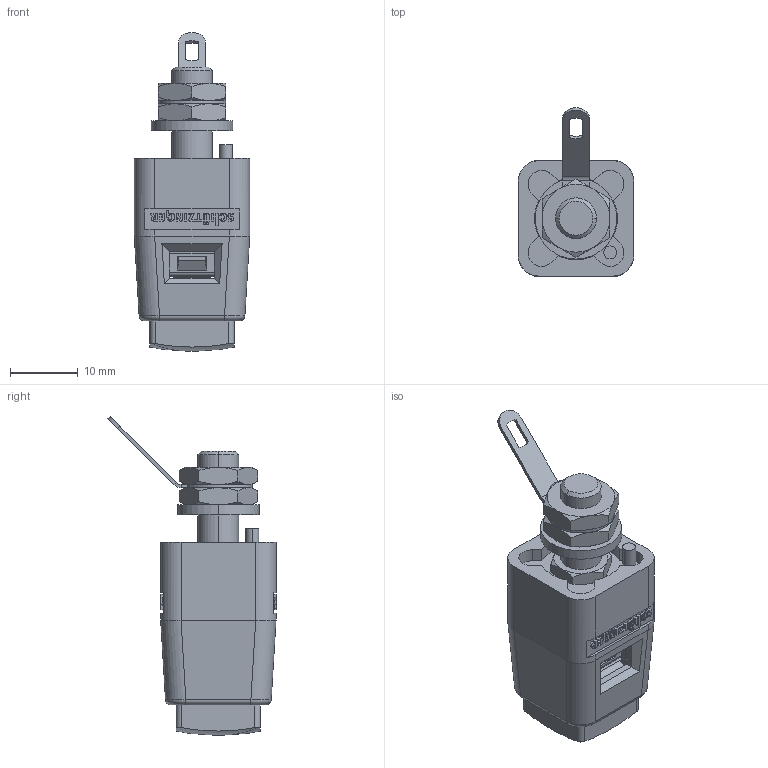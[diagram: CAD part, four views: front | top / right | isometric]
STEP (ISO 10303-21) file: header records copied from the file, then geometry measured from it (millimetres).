
FILE_DESCRIPTION((''),'2;1');
FILE_NAME('SDK504_1366_KUNDE_RT','2015-03-24T',('tosc'),(''),'PRO/ENGINEER BY PARAMETRIC TECHNOLOGY CORPORATION, 2013230','PRO/ENGINEER BY PARAMETRIC TECHNOLOGY CORPORATION, 2013230','');
FILE_SCHEMA(('CONFIG_CONTROL_DESIGN'));
Products named in the file (1): SDK504_1366_KUNDE_RT
Bounding box: 17 x 24.77 x 47 mm (x, y, z)
Surface area: 7190.9 mm2 (no closed solid volume)
Topology: 0 solids, 11 shells, 923 faces, 2486 edges, 1584 vertices
Faces by surface type: plane 470, extrusion 204, cylinder 108, bspline 79, cone 56, torus 4, sphere 2
Entity records: 54896 total; most frequent: CARTESIAN_POINT 23091, ORIENTED_EDGE 4912, DIRECTION 3479, EDGE_CURVE 2456, VECTOR 1649, VERTEX_POINT 1584, FILL_AREA_STYLE_COLOUR 1559, FILL_AREA_STYLE 1559
